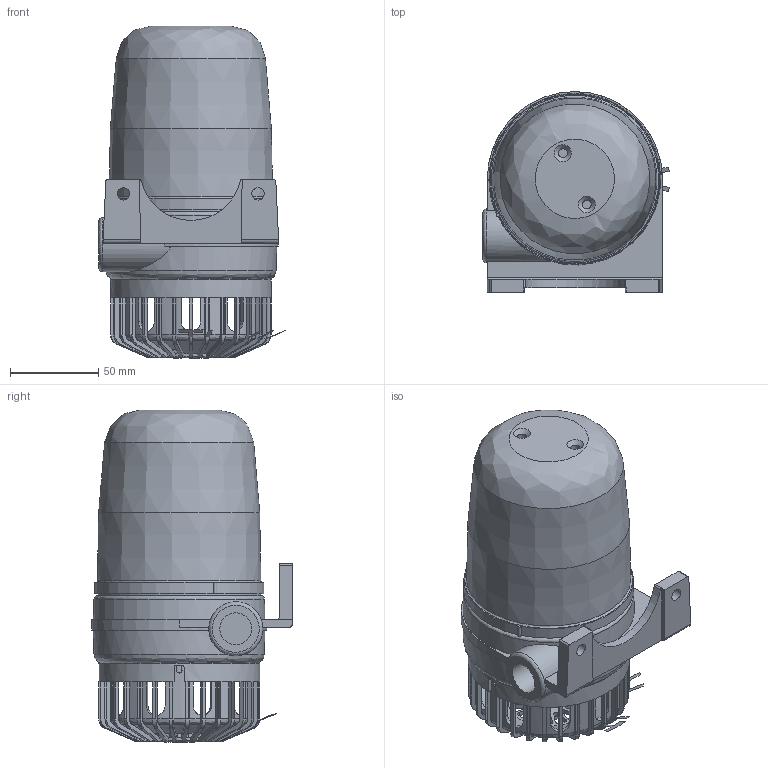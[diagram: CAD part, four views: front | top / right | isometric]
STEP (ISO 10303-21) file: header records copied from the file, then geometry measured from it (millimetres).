
FILE_DESCRIPTION (( 'STEP AP203' ), '1' );
FILE_NAME ('Mono 72_v1.STEP', '2024-06-17T12:01:07', ( '' ), ( '' ), 'SwSTEP 2.0', 'SolidWorks 2011', '' );
FILE_SCHEMA (( 'CONFIG_CONTROL_DESIGN' ));
Length unit declared in the file: millimetre
Products named in the file (1): Mono 72_v1
Bounding box: 105.32 x 113.5 x 187.7 mm (x, y, z)
Surface area: 123967.4 mm2 (no closed solid volume)
Topology: 0 solids, 4 shells, 460 faces, 1783 edges, 1263 vertices
Faces by surface type: plane 220, cylinder 203, cone 28, bspline 7, torus 2
Full cylindrical faces by diameter (mm): 4.2 x3, 5 x2, 7 x2, 16 x1, 18 x1, 20 x1, 21.8 x1, 30.5 x1, 43.026 x1, 76.5 x1, 81 x2, 86 x1, 91 x1
Entity records: 31125 total; most frequent: CARTESIAN_POINT 18703, ORIENTED_EDGE 2975, DIRECTION 1707, EDGE_CURVE 1695, VERTEX_POINT 1227, B_SPLINE_CURVE_WITH_KNOTS 998, AXIS2_PLACEMENT_3D 583, LINE 541
